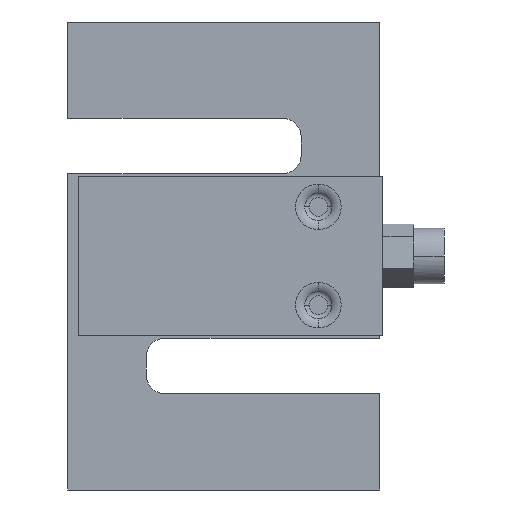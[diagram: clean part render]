
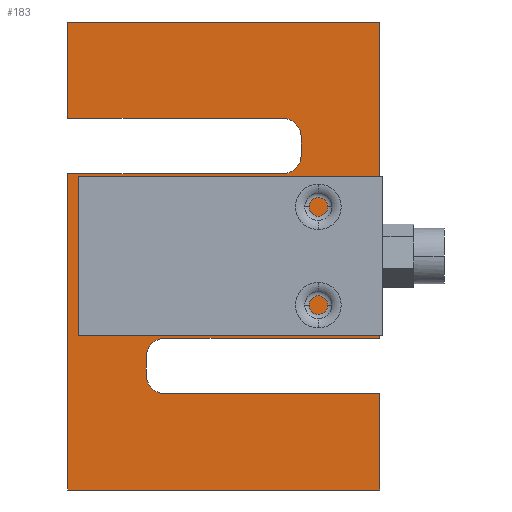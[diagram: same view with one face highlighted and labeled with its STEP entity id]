
A CAD part, front view. The second image highlights one B-rep face of the part: STEP entity #183.
In plain terms, the highlighted planar face has unit normal (0, -1, 0).
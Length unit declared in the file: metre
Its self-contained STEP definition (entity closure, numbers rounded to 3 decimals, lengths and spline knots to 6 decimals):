
#183=ADVANCED_FACE('0:100',(#296),#297,.F.);
#296=FACE_OUTER_BOUND('',#487,.T.);
#297=PLANE('',#488);
#487=EDGE_LOOP('',(#782,#783,#784,#785,#786,#787,#788,#789,#790,#791,#792,#793,#794,#795,#796,#797));
#488=AXIS2_PLACEMENT_3D('',#798,#799,#800);
#782=ORIENTED_EDGE('',*,*,#1318,.T.);
#783=ORIENTED_EDGE('',*,*,#1339,.T.);
#784=ORIENTED_EDGE('',*,*,#1323,.T.);
#785=ORIENTED_EDGE('',*,*,#1342,.T.);
#786=ORIENTED_EDGE('',*,*,#1345,.T.);
#787=ORIENTED_EDGE('',*,*,#1348,.T.);
#788=ORIENTED_EDGE('',*,*,#1351,.T.);
#789=ORIENTED_EDGE('',*,*,#1353,.T.);
#790=ORIENTED_EDGE('',*,*,#1328,.T.);
#791=ORIENTED_EDGE('',*,*,#1355,.T.);
#792=ORIENTED_EDGE('',*,*,#1333,.T.);
#793=ORIENTED_EDGE('',*,*,#1358,.T.);
#794=ORIENTED_EDGE('',*,*,#1361,.T.);
#795=ORIENTED_EDGE('',*,*,#1364,.T.);
#796=ORIENTED_EDGE('',*,*,#1367,.T.);
#797=ORIENTED_EDGE('',*,*,#1369,.T.);
#798=CARTESIAN_POINT('',(0.0096,-0.00635,0.0575));
#799=DIRECTION('',(0.0,1.0,0.));
#800=DIRECTION('',(0.0,0.,-1.0));
#1318=EDGE_CURVE('0:156',#1546,#1544,#1547,.T.);
#1323=EDGE_CURVE('0:168',#1555,#1553,#1556,.T.);
#1328=EDGE_CURVE('0:132',#1564,#1562,#1565,.T.);
#1333=EDGE_CURVE('0:144',#1573,#1571,#1574,.T.);
#1339=EDGE_CURVE('0:177',#1544,#1555,#1580,.T.);
#1342=EDGE_CURVE('0:186',#1553,#1583,#1585,.T.);
#1345=EDGE_CURVE('0:195',#1583,#1588,#1590,.T.);
#1348=EDGE_CURVE('0:204',#1588,#1593,#1595,.T.);
#1351=EDGE_CURVE('0:213',#1593,#1598,#1600,.T.);
#1353=EDGE_CURVE('0:219',#1598,#1564,#1602,.T.);
#1355=EDGE_CURVE('0:225',#1562,#1573,#1604,.T.);
#1358=EDGE_CURVE('0:234',#1571,#1607,#1609,.T.);
#1361=EDGE_CURVE('0:243',#1607,#1612,#1614,.T.);
#1364=EDGE_CURVE('0:252',#1612,#1617,#1619,.T.);
#1367=EDGE_CURVE('0:261',#1617,#1622,#1624,.T.);
#1369=EDGE_CURVE('0:267',#1622,#1546,#1626,.T.);
#1544=VERTEX_POINT('NONE',#1899);
#1546=VERTEX_POINT('NONE',#1902);
#1547=LINE('',#1903,#1904);
#1553=VERTEX_POINT('NONE',#1912);
#1555=VERTEX_POINT('NONE',#1915);
#1556=LINE('',#1916,#1917);
#1562=VERTEX_POINT('NONE',#1925);
#1564=VERTEX_POINT('NONE',#1928);
#1565=LINE('',#1929,#1930);
#1571=VERTEX_POINT('NONE',#1938);
#1573=VERTEX_POINT('NONE',#1941);
#1574=LINE('',#1942,#1943);
#1580=LINE('',#1951,#1952);
#1583=VERTEX_POINT('NONE',#1955);
#1585=CIRCLE('',#1958,0.003);
#1588=VERTEX_POINT('NONE',#1962);
#1590=LINE('',#1965,#1966);
#1593=VERTEX_POINT('NONE',#1969);
#1595=CIRCLE('',#1972,0.003);
#1598=VERTEX_POINT('NONE',#1976);
#1600=LINE('',#1979,#1980);
#1602=LINE('',#1983,#1984);
#1604=LINE('',#1987,#1988);
#1607=VERTEX_POINT('NONE',#1991);
#1609=CIRCLE('',#1994,0.003);
#1612=VERTEX_POINT('NONE',#1998);
#1614=LINE('',#2001,#2002);
#1617=VERTEX_POINT('NONE',#2005);
#1619=CIRCLE('',#2008,0.003);
#1622=VERTEX_POINT('NONE',#2012);
#1624=LINE('',#2015,#2016);
#1626=LINE('',#2019,#2020);
#1899=CARTESIAN_POINT('',(-0.0254,-0.00635,0.0762));
#1902=CARTESIAN_POINT('',(0.0254,-0.00635,0.0762));
#1903=CARTESIAN_POINT('',(0.0254,-0.00635,0.0762));
#1904=VECTOR('',#2347,1.0);
#1912=CARTESIAN_POINT('',(0.0096,-0.00635,0.0605));
#1915=CARTESIAN_POINT('',(-0.0254,-0.00635,0.0605));
#1916=CARTESIAN_POINT('',(-0.0254,-0.00635,0.0605));
#1917=VECTOR('',#2354,1.0);
#1925=CARTESIAN_POINT('',(0.0254,-0.00635,0.));
#1928=CARTESIAN_POINT('',(-0.0254,-0.00635,0.));
#1929=CARTESIAN_POINT('',(-0.0254,-0.00635,0.));
#1930=VECTOR('',#2361,1.0);
#1938=CARTESIAN_POINT('',(-0.0096,-0.00635,0.0157));
#1941=CARTESIAN_POINT('',(0.0254,-0.00635,0.0157));
#1942=CARTESIAN_POINT('',(0.0254,-0.00635,0.0157));
#1943=VECTOR('',#2368,1.0);
#1951=CARTESIAN_POINT('',(-0.0254,-0.00635,0.0762));
#1952=VECTOR('',#2380,1.0);
#1955=CARTESIAN_POINT('',(0.0126,-0.00635,0.0575));
#1958=AXIS2_PLACEMENT_3D('',#2385,#2386,#2387);
#1962=CARTESIAN_POINT('',(0.0126,-0.00635,0.0545));
#1965=CARTESIAN_POINT('',(0.0126,-0.00635,0.0575));
#1966=VECTOR('',#2390,1.0);
#1969=CARTESIAN_POINT('',(0.0096,-0.00635,0.0515));
#1972=AXIS2_PLACEMENT_3D('',#2395,#2396,#2397);
#1976=CARTESIAN_POINT('',(-0.0254,-0.00635,0.0515));
#1979=CARTESIAN_POINT('',(0.0096,-0.00635,0.0515));
#1980=VECTOR('',#2400,1.0);
#1983=CARTESIAN_POINT('',(-0.0254,-0.00635,0.0515));
#1984=VECTOR('',#2402,1.0);
#1987=CARTESIAN_POINT('',(0.0254,-0.00635,0.));
#1988=VECTOR('',#2404,1.0);
#1991=CARTESIAN_POINT('',(-0.0126,-0.00635,0.0187));
#1994=AXIS2_PLACEMENT_3D('',#2409,#2410,#2411);
#1998=CARTESIAN_POINT('',(-0.0126,-0.00635,0.0217));
#2001=CARTESIAN_POINT('',(-0.0126,-0.00635,0.0217));
#2002=VECTOR('',#2414,1.0);
#2005=CARTESIAN_POINT('',(-0.0096,-0.00635,0.0247));
#2008=AXIS2_PLACEMENT_3D('',#2419,#2420,#2421);
#2012=CARTESIAN_POINT('',(0.0254,-0.00635,0.0247));
#2015=CARTESIAN_POINT('',(-0.0096,-0.00635,0.0247));
#2016=VECTOR('',#2424,1.0);
#2019=CARTESIAN_POINT('',(0.0254,-0.00635,0.0247));
#2020=VECTOR('',#2426,1.0);
#2347=DIRECTION('',(-1.0,-0.0,0.0));
#2354=DIRECTION('',(1.0,0.,0.));
#2361=DIRECTION('',(1.0,0.0,0.0));
#2368=DIRECTION('',(-1.0,0.,0.));
#2380=DIRECTION('',(0.,0.,-1.0));
#2385=CARTESIAN_POINT('',(0.0096,-0.00635,0.0575));
#2386=DIRECTION('',(0.0,1.0,0.));
#2387=DIRECTION('',(-1.0,-0.0,0.0));
#2390=DIRECTION('',(0.,0.,-1.0));
#2395=CARTESIAN_POINT('',(0.0096,-0.00635,0.0545));
#2396=DIRECTION('',(0.0,1.0,0.));
#2397=DIRECTION('',(-1.0,-0.0,0.0));
#2400=DIRECTION('',(-1.0,0.,0.));
#2402=DIRECTION('',(0.,0.,-1.0));
#2404=DIRECTION('',(0.0,0.,1.0));
#2409=CARTESIAN_POINT('',(-0.0096,-0.00635,0.0187));
#2410=DIRECTION('',(0.0,1.0,0.));
#2411=DIRECTION('',(-1.0,-0.0,0.0));
#2414=DIRECTION('',(0.,0.,1.0));
#2419=CARTESIAN_POINT('',(-0.0096,-0.00635,0.0217));
#2420=DIRECTION('',(0.0,1.0,0.));
#2421=DIRECTION('',(-1.0,-0.0,0.0));
#2424=DIRECTION('',(1.0,0.0,0.0));
#2426=DIRECTION('',(0.,0.,1.0));
